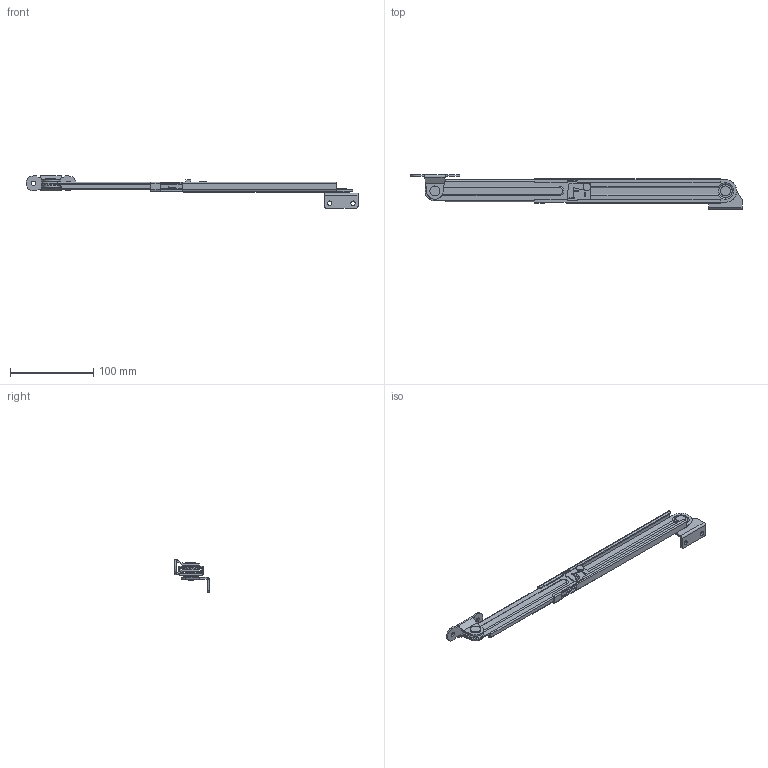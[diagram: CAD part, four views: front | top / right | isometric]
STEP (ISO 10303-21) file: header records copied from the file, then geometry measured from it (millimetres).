
FILE_DESCRIPTION (( 'STEP AP214' ), '1' );
FILE_NAME ('B-1460-2_公.STEP', '2008-07-30T01:57:14', ( ' ' ), ( ' ' ), 'SwSTEP 2.0', 'SolidWorks 2007', '' );
FILE_SCHEMA (( 'AUTOMOTIVE_DESIGN' ));
Length unit declared in the file: millimetre
Products named in the file (10): B-1460僗僥乕僽儔働僢僩_岞奐梡; B-1460-2傾乕儉_岞_棉太倌; B-1460-2僗僥乕_岞_棉太倌; B-1460ステーブラケットピン_公開用; B-1460傾乕儉僽儔働僢僩_棉太倌; B-1460樹脂ワッシャー_ﾃﾞﾌｫﾙﾄ; B-1460僗僩僢僷乕_棉太倌; B-1460アームブラケットリベット_公開用; B-1460ストッパーリベット_公開用; B-1460-2_公
Assembly tree (14 placements, depth 2):
  B-1460-2_公
    B-1460傾乕儉僽儔働僢僩_棉太倌
    B-1460樹脂ワッシャー_ﾃﾞﾌｫﾙﾄ  x6
    B-1460-2僗僥乕_岞_棉太倌
    B-1460-2傾乕儉_岞_棉太倌
    B-1460僗僥乕僽儔働僢僩_岞奐梡
    B-1460ステーブラケットピン_公開用
    B-1460僗僩僢僷乕_棉太倌
    B-1460ストッパーリベット_公開用
    B-1460アームブラケットリベット_公開用
Bounding box: 400 x 41.5 x 38.95 mm (x, y, z)
Volume: 41301.8 mm3; surface area: 55381.1 mm2
Topology: 14 solids, 14 shells, 301 faces, 738 edges, 470 vertices
Faces by surface type: plane 149, cylinder 123, torus 21, bspline 8
Entity records: 8755 total; most frequent: CARTESIAN_POINT 1801, DIRECTION 1412, ORIENTED_EDGE 1356, EDGE_CURVE 678, AXIS2_PLACEMENT_3D 505, VERTEX_POINT 430, VECTOR 402, LINE 402
